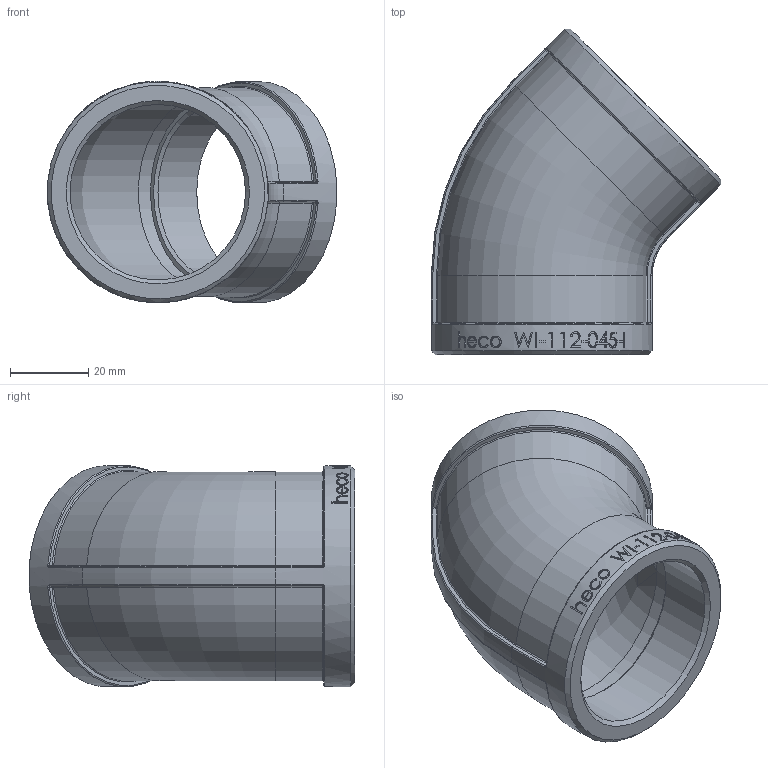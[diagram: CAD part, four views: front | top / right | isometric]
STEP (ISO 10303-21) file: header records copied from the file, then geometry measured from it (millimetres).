
FILE_DESCRIPTION (( 'STEP AP214' ), '1' );
FILE_NAME ('heco_WI-112-045-I.STEP', '2015-11-02T13:28:46', ( 'test' ), ( '' ), 'SwSTEP 2.0', 'SolidWorks 2011', '' );
FILE_SCHEMA (( 'AUTOMOTIVE_DESIGN' ));
Length unit declared in the file: millimetre
Products named in the file (1): heco_WI-112-045-I
Bounding box: 73.96 x 83.23 x 56.6 mm (x, y, z)
Volume: 41808.5 mm3; surface area: 25919.1 mm2
Topology: 1 solids, 1 shells, 252 faces, 620 edges, 392 vertices
Faces by surface type: bspline 85, plane 78, cylinder 54, torus 21, sphere 8, cone 6
Full cylindrical faces by diameter (mm): 44.845 x2, 48.7 x2, 56.5 x2
Entity records: 20285 total; most frequent: CARTESIAN_POINT 12275, ORIENTED_EDGE 1208, DIRECTION 828, EDGE_CURVE 604, VERTEX_POINT 388, AXIS2_PLACEMENT_3D 340, EDGE_LOOP 288, B_SPLINE_CURVE_WITH_KNOTS 284
